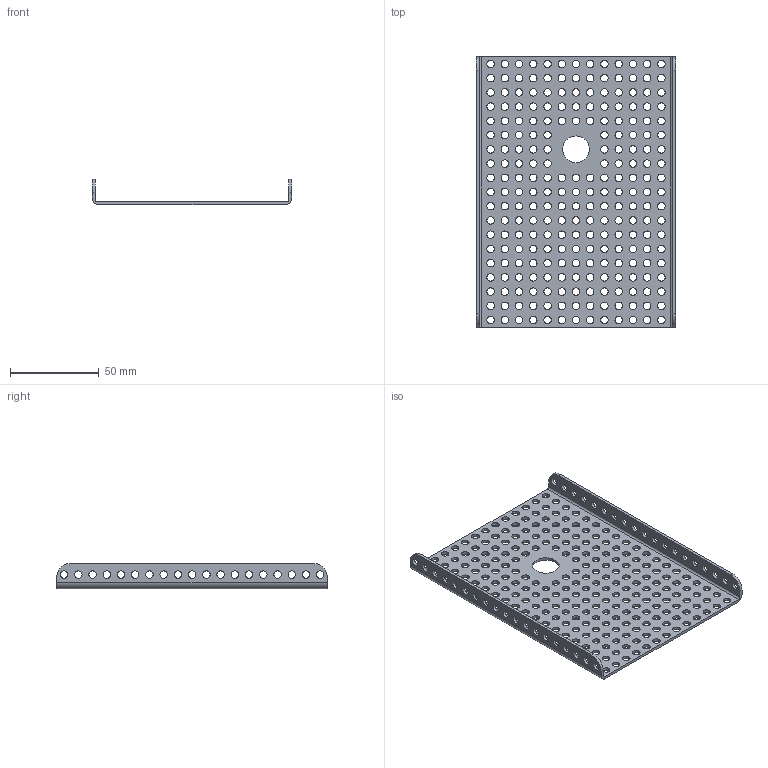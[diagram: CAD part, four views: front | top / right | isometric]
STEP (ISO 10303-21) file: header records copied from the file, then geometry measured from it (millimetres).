
FILE_DESCRIPTION( ( '' ), ' ' );
FILE_NAME( '5aba52f9ec0f530ec5905cd4.step', '2018-03-27T14:19:37', ( '' ), ( '' ), ' ', ' ', ' ' );
FILE_SCHEMA( ( 'AUTOMOTIVE_DESIGN { 1 0 10303 214 1 1 1 1 }' ) );
Length unit declared in the file: metre
Products named in the file (1): 06-1319 19x13 Flanged Plate
Bounding box: 112 x 152 x 14.2 mm (x, y, z)
Volume: 26098 mm3; surface area: 39777.6 mm2
Topology: 1 solids, 1 shells, 295 faces, 898 edges, 605 vertices
Faces by surface type: cylinder 285, plane 10
Full cylindrical faces by diameter (mm): 4.2 x276, 15 x1
Entity records: 12362 total; most frequent: DIRECTION 1764, CARTESIAN_POINT 1484, ORIENTED_EDGE 1204, EDGE_LOOP 1126, AXIS2_PLACEMENT_3D 866, EDGE_CURVE 602, VERTEX_POINT 586, FACE_OUTER_BOUND 572
